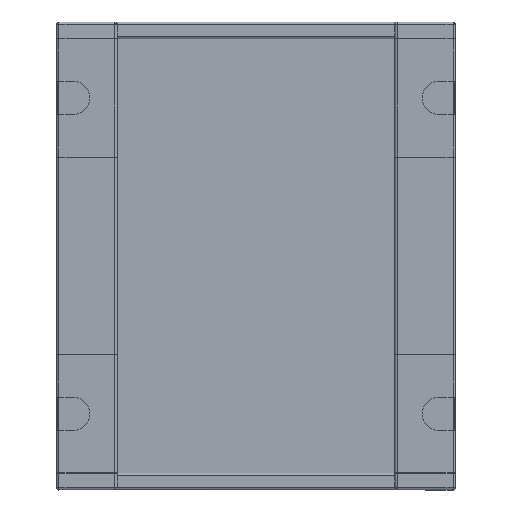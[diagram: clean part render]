
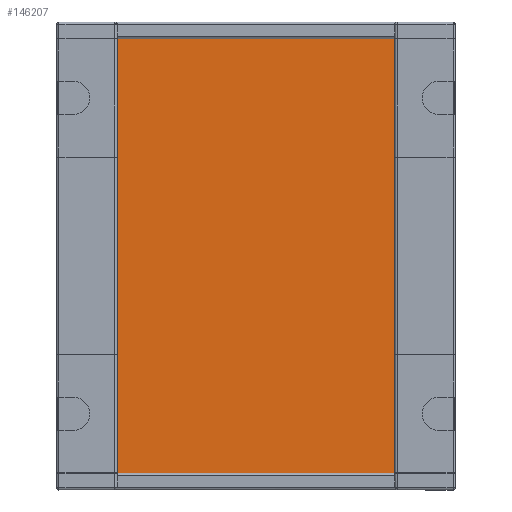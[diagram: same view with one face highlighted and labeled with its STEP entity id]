
A CAD part, top view. The second image highlights one B-rep face of the part: STEP entity #146207.
In plain terms, the highlighted planar face has unit normal (0, 0, 1).
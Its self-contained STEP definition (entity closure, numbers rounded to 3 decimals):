
#15620 = LINE ( 'NONE', #15621, #113385 ) ;
#15621 = CARTESIAN_POINT ( 'NONE',  ( -60425.67, -28410.442, 12.263 ) ) ;
#15622 = DIRECTION ( 'NONE',  ( 0., 1., 0. ) ) ;
#15635 = LINE ( 'NONE', #15636, #113390 ) ;
#15636 = CARTESIAN_POINT ( 'NONE',  ( -60542.67, -28410.442, 12.263 ) ) ;
#15637 = DIRECTION ( 'NONE',  ( 0., -1., 0. ) ) ;
#49981 = CARTESIAN_POINT ( 'NONE',  ( -60425.67, -28410.442, 12.263 ) ) ;
#49982 = CARTESIAN_POINT ( 'NONE',  ( -60425.67, -28493.442, 12.263 ) ) ;
#49983 = CARTESIAN_POINT ( 'NONE',  ( -60542.67, -28410.442, 12.263 ) ) ;
#49984 = CARTESIAN_POINT ( 'NONE',  ( -60542.67, -28493.442, 12.263 ) ) ;
#50302 = CARTESIAN_POINT ( 'NONE',  ( -60425.67, -28543.442, 12.263 ) ) ;
#50331 = CARTESIAN_POINT ( 'NONE',  ( -60542.67, -28543.442, 12.263 ) ) ;
#50531 = CARTESIAN_POINT ( 'NONE',  ( -60542.67, -28360.442, 12.263 ) ) ;
#50533 = CARTESIAN_POINT ( 'NONE',  ( -60425.67, -28360.442, 12.263 ) ) ;
#64415 = PLANE ( 'NONE',  #69284 ) ;
#64417 = CARTESIAN_POINT ( 'NONE',  ( -60542.67, -28410.442, 12.263 ) ) ;
#64419 = DIRECTION ( 'NONE',  ( 0., 0., 1. ) ) ;
#64421 = DIRECTION ( 'NONE',  ( 0., -1., 0. ) ) ;
#69278 = FACE_OUTER_BOUND ( 'NONE', #150261, .T. ) ;
#69284 = AXIS2_PLACEMENT_3D ( 'NONE', #64417, #64419, #64421 ) ;
#69585 = VECTOR ( 'NONE', #75373, 1000. ) ;
#69710 = VECTOR ( 'NONE', #75767, 1000. ) ;
#70294 = VECTOR ( 'NONE', #89705, 1000. ) ;
#70302 = VECTOR ( 'NONE', #89722, 1000. ) ;
#70305 = VECTOR ( 'NONE', #89729, 1000. ) ;
#70308 = VECTOR ( 'NONE', #89734, 1000. ) ;
#75367 = LINE ( 'NONE', #75370, #69585 ) ;
#75370 = CARTESIAN_POINT ( 'NONE',  ( -60425.67, -28410.442, 12.263 ) ) ;
#75373 = DIRECTION ( 'NONE',  ( 0., 1., 0. ) ) ;
#75761 = LINE ( 'NONE', #75764, #69710 ) ;
#75764 = CARTESIAN_POINT ( 'NONE',  ( -60542.67, -28410.442, 12.263 ) ) ;
#75767 = DIRECTION ( 'NONE',  ( 0., -1., 0. ) ) ;
#89701 = LINE ( 'NONE', #89702, #70294 ) ;
#89702 = CARTESIAN_POINT ( 'NONE',  ( -60542.67, -28410.442, 12.263 ) ) ;
#89705 = DIRECTION ( 'NONE',  ( 0., -1., 0. ) ) ;
#89718 = LINE ( 'NONE', #89721, #70302 ) ;
#89721 = CARTESIAN_POINT ( 'NONE',  ( -60566.17, -28543.442, 12.263 ) ) ;
#89722 = DIRECTION ( 'NONE',  ( -1., 0., 0. ) ) ;
#89725 = LINE ( 'NONE', #89726, #70305 ) ;
#89726 = CARTESIAN_POINT ( 'NONE',  ( -60425.67, -28360.442, 12.263 ) ) ;
#89729 = DIRECTION ( 'NONE',  ( 0., 1., 0. ) ) ;
#89730 = LINE ( 'NONE', #89733, #70308 ) ;
#89733 = CARTESIAN_POINT ( 'NONE',  ( -60566.17, -28360.442, 12.263 ) ) ;
#89734 = DIRECTION ( 'NONE',  ( 1., 0., 0. ) ) ;
#113385 = VECTOR ( 'NONE', #15622, 1000. ) ;
#113390 = VECTOR ( 'NONE', #15637, 1000. ) ;
#138313 = EDGE_CURVE ( 'NONE', #141180, #141179, #15620, .T. ) ;
#138325 = EDGE_CURVE ( 'NONE', #141181, #141182, #15635, .T. ) ;
#141179 = VERTEX_POINT ( 'NONE', #49981 ) ;
#141180 = VERTEX_POINT ( 'NONE', #49982 ) ;
#141181 = VERTEX_POINT ( 'NONE', #49983 ) ;
#141182 = VERTEX_POINT ( 'NONE', #49984 ) ;
#141503 = VERTEX_POINT ( 'NONE', #50302 ) ;
#141532 = VERTEX_POINT ( 'NONE', #50331 ) ;
#141707 = VERTEX_POINT ( 'NONE', #50531 ) ;
#141708 = VERTEX_POINT ( 'NONE', #50533 ) ;
#146207 = ADVANCED_FACE ( 'NONE', ( #69278 ), #64415, .T. ) ;
#146294 = EDGE_CURVE ( 'NONE', #141503, #141180, #75367, .T. ) ;
#146338 = EDGE_CURVE ( 'NONE', #141182, #141532, #75761, .T. ) ;
#146655 = EDGE_CURVE ( 'NONE', #141707, #141181, #89701, .T. ) ;
#146658 = EDGE_CURVE ( 'NONE', #141503, #141532, #89718, .T. ) ;
#146659 = EDGE_CURVE ( 'NONE', #141179, #141708, #89725, .T. ) ;
#146660 = EDGE_CURVE ( 'NONE', #141707, #141708, #89730, .T. ) ;
#149063 = ORIENTED_EDGE ( 'NONE', *, *, #138325, .T. ) ;
#149065 = ORIENTED_EDGE ( 'NONE', *, *, #146338, .T. ) ;
#149067 = ORIENTED_EDGE ( 'NONE', *, *, #146658, .F. ) ;
#149069 = ORIENTED_EDGE ( 'NONE', *, *, #146659, .T. ) ;
#149071 = ORIENTED_EDGE ( 'NONE', *, *, #146294, .T. ) ;
#149073 = ORIENTED_EDGE ( 'NONE', *, *, #138313, .T. ) ;
#149075 = ORIENTED_EDGE ( 'NONE', *, *, #146655, .T. ) ;
#149077 = ORIENTED_EDGE ( 'NONE', *, *, #146660, .F. ) ;
#150261 = EDGE_LOOP ( 'NONE', ( #149063, #149065, #149067, #149071, #149073, #149069, #149077, #149075 ) ) ;
